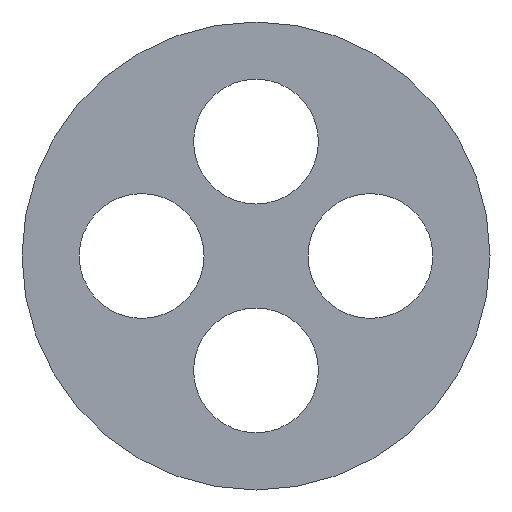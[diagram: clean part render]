
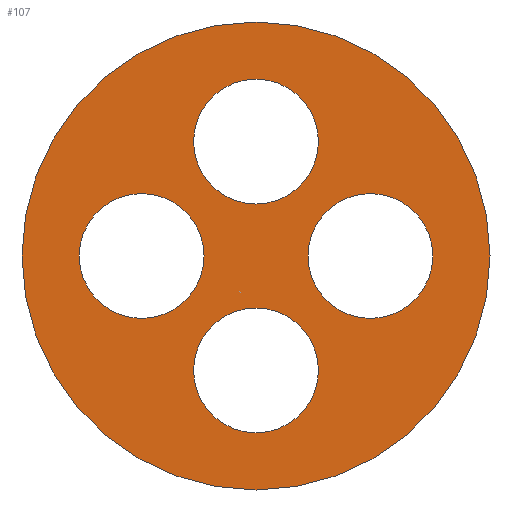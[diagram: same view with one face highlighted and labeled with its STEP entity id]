
A CAD part, left-side view. The second image highlights one B-rep face of the part: STEP entity #107.
In plain terms, the highlighted planar face has unit normal (-1, 0, 0).
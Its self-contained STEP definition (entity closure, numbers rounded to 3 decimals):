
#107 = ADVANCED_FACE( '', ( #225, #226, #227, #228, #229 ), #230, .F. );
#225 = FACE_BOUND( '', #346, .T. );
#226 = FACE_BOUND( '', #347, .T. );
#227 = FACE_BOUND( '', #348, .T. );
#228 = FACE_BOUND( '', #349, .T. );
#229 = FACE_OUTER_BOUND( '', #350, .T. );
#230 = PLANE( '', #351 );
#346 = EDGE_LOOP( '', ( #587 ) );
#347 = EDGE_LOOP( '', ( #588 ) );
#348 = EDGE_LOOP( '', ( #589 ) );
#349 = EDGE_LOOP( '', ( #590 ) );
#350 = EDGE_LOOP( '', ( #591 ) );
#351 = AXIS2_PLACEMENT_3D( '', #592, #593, #594 );
#587 = ORIENTED_EDGE( '', *, *, #769, .T. );
#588 = ORIENTED_EDGE( '', *, *, #673, .T. );
#589 = ORIENTED_EDGE( '', *, *, #751, .T. );
#590 = ORIENTED_EDGE( '', *, *, #745, .T. );
#591 = ORIENTED_EDGE( '', *, *, #703, .F. );
#592 = CARTESIAN_POINT( '', ( 0., 0., 0. ) );
#593 = DIRECTION( '', ( 1., 0., 0. ) );
#594 = DIRECTION( '', ( 0., 0., -1. ) );
#673 = EDGE_CURVE( '', #789, #789, #790, .T. );
#703 = EDGE_CURVE( '', #842, #842, #843, .T. );
#745 = EDGE_CURVE( '', #907, #907, #908, .T. );
#751 = EDGE_CURVE( '', #916, #916, #917, .T. );
#769 = EDGE_CURVE( '', #939, #939, #940, .T. );
#789 = VERTEX_POINT( '', #962 );
#790 = CIRCLE( '', #963, 3. );
#842 = VERTEX_POINT( '', #1030 );
#843 = CIRCLE( '', #1031, 11.25 );
#907 = VERTEX_POINT( '', #1117 );
#908 = CIRCLE( '', #1118, 3. );
#916 = VERTEX_POINT( '', #1128 );
#917 = CIRCLE( '', #1129, 3. );
#939 = VERTEX_POINT( '', #1159 );
#940 = CIRCLE( '', #1160, 3. );
#962 = CARTESIAN_POINT( '', ( 0., -5.5, -3. ) );
#963 = AXIS2_PLACEMENT_3D( '', #1187, #1188, #1189 );
#1030 = CARTESIAN_POINT( '', ( 0., 0., -11.25 ) );
#1031 = AXIS2_PLACEMENT_3D( '', #1229, #1230, #1231 );
#1117 = CARTESIAN_POINT( '', ( 0., 0., -8.5 ) );
#1118 = AXIS2_PLACEMENT_3D( '', #1284, #1285, #1286 );
#1128 = CARTESIAN_POINT( '', ( 0., 5.5, -3. ) );
#1129 = AXIS2_PLACEMENT_3D( '', #1292, #1293, #1294 );
#1159 = CARTESIAN_POINT( '', ( 0., 0., 2.5 ) );
#1160 = AXIS2_PLACEMENT_3D( '', #1309, #1310, #1311 );
#1187 = CARTESIAN_POINT( '', ( 0., -5.5, 0. ) );
#1188 = DIRECTION( '', ( 1., 0., 0. ) );
#1189 = DIRECTION( '', ( 0., 0., -1. ) );
#1229 = CARTESIAN_POINT( '', ( 0., 0., 0. ) );
#1230 = DIRECTION( '', ( 1., 0., 0. ) );
#1231 = DIRECTION( '', ( 0., 0., -1. ) );
#1284 = CARTESIAN_POINT( '', ( 0., 0., -5.5 ) );
#1285 = DIRECTION( '', ( 1., 0., 0. ) );
#1286 = DIRECTION( '', ( 0., 0., -1. ) );
#1292 = CARTESIAN_POINT( '', ( 0., 5.5, 0. ) );
#1293 = DIRECTION( '', ( 1., 0., 0. ) );
#1294 = DIRECTION( '', ( 0., 0., -1. ) );
#1309 = CARTESIAN_POINT( '', ( 0., 0., 5.5 ) );
#1310 = DIRECTION( '', ( 1., 0., 0. ) );
#1311 = DIRECTION( '', ( 0., 0., -1. ) );
